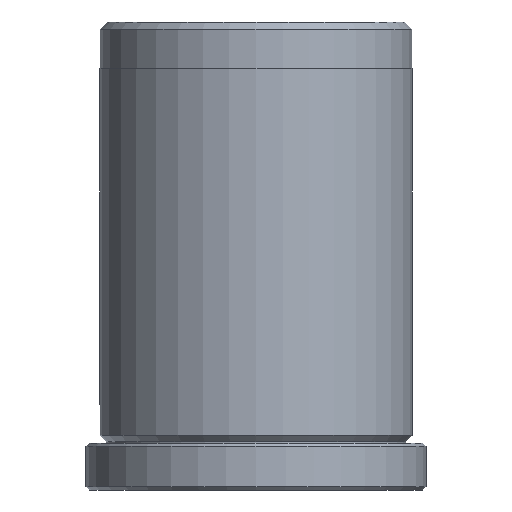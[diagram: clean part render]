
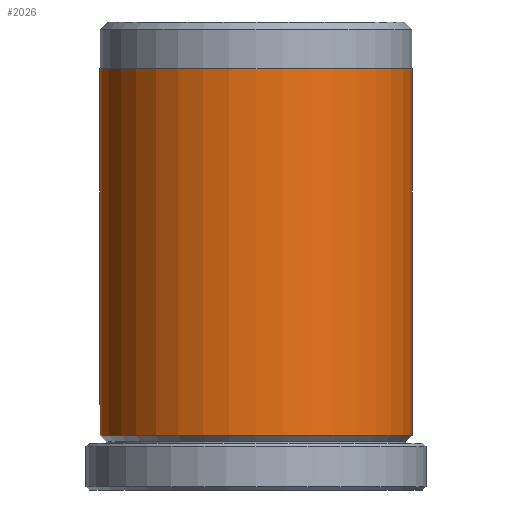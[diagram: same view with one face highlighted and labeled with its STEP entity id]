
A CAD part, front view. The second image highlights one B-rep face of the part: STEP entity #2026.
In plain terms, the highlighted cylindrical face has radius 10 mm (diameter 20 mm), a partial arc.
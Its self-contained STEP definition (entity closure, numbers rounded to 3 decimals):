
#9 = DIRECTION ( 'NONE',  ( 0., 0., -1. ) ) ;
#30 = VERTEX_POINT ( 'NONE', #2398 ) ;
#175 = ORIENTED_EDGE ( 'NONE', *, *, #233, .T. ) ;
#233 = EDGE_CURVE ( 'NONE', #658, #2307, #1508, .T. ) ;
#246 = CARTESIAN_POINT ( 'NONE',  ( 10., 0., 3.5 ) ) ;
#252 = AXIS2_PLACEMENT_3D ( 'NONE', #2152, #2140, #2133 ) ;
#304 = CARTESIAN_POINT ( 'NONE',  ( 10., 0., 30. ) ) ;
#359 = EDGE_CURVE ( 'NONE', #2342, #2307, #1355, .T. ) ;
#430 = CARTESIAN_POINT ( 'NONE',  ( -10., 0., 3.5 ) ) ;
#518 = DIRECTION ( 'NONE',  ( 0., 0., -1. ) ) ;
#537 = CARTESIAN_POINT ( 'NONE',  ( -10., 0., 30. ) ) ;
#559 = DIRECTION ( 'NONE',  ( 0., 0., -1. ) ) ;
#604 = VECTOR ( 'NONE', #518, 1000. ) ;
#658 = VERTEX_POINT ( 'NONE', #676 ) ;
#662 = DIRECTION ( 'NONE',  ( 0., 0., 1. ) ) ;
#676 = CARTESIAN_POINT ( 'NONE',  ( -10., 0., 27. ) ) ;
#703 = AXIS2_PLACEMENT_3D ( 'NONE', #1836, #662, #2031 ) ;
#748 = AXIS2_PLACEMENT_3D ( 'NONE', #1407, #9, #817 ) ;
#817 = DIRECTION ( 'NONE',  ( -1., 0., 0. ) ) ;
#1013 = CYLINDRICAL_SURFACE ( 'NONE', #748, 10. ) ;
#1042 = VECTOR ( 'NONE', #559, 1000. ) ;
#1134 = LINE ( 'NONE', #304, #604 ) ;
#1233 = ORIENTED_EDGE ( 'NONE', *, *, #359, .F. ) ;
#1261 = CIRCLE ( 'NONE', #703, 10. ) ;
#1355 = CIRCLE ( 'NONE', #252, 10. ) ;
#1407 = CARTESIAN_POINT ( 'NONE',  ( 0., 0., 30. ) ) ;
#1432 = EDGE_CURVE ( 'NONE', #658, #30, #1261, .T. ) ;
#1508 = LINE ( 'NONE', #537, #1042 ) ;
#1784 = ORIENTED_EDGE ( 'NONE', *, *, #1432, .F. ) ;
#1836 = CARTESIAN_POINT ( 'NONE',  ( 0., 0., 27. ) ) ;
#2007 = EDGE_LOOP ( 'NONE', ( #2203, #1784, #175, #1233 ) ) ;
#2026 = ADVANCED_FACE ( 'NONE', ( #2122 ), #1013, .T. ) ;
#2031 = DIRECTION ( 'NONE',  ( 1., 0., 0. ) ) ;
#2122 = FACE_OUTER_BOUND ( 'NONE', #2007, .T. ) ;
#2133 = DIRECTION ( 'NONE',  ( -1., 0., 0. ) ) ;
#2140 = DIRECTION ( 'NONE',  ( 0., 0., -1. ) ) ;
#2152 = CARTESIAN_POINT ( 'NONE',  ( 0., 0., 3.5 ) ) ;
#2203 = ORIENTED_EDGE ( 'NONE', *, *, #2512, .F. ) ;
#2307 = VERTEX_POINT ( 'NONE', #430 ) ;
#2342 = VERTEX_POINT ( 'NONE', #246 ) ;
#2398 = CARTESIAN_POINT ( 'NONE',  ( 10., 0., 27. ) ) ;
#2512 = EDGE_CURVE ( 'NONE', #30, #2342, #1134, .T. ) ;
